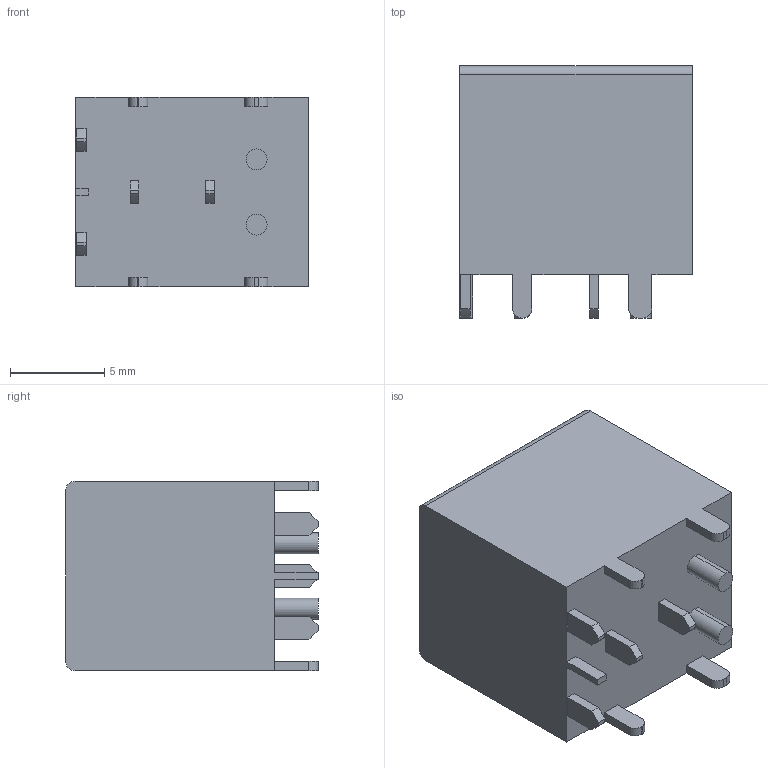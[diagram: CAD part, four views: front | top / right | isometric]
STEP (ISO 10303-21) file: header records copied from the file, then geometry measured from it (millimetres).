
FILE_DESCRIPTION (( 'STEP AP214' ), '1' );
FILE_NAME ('DELL_A831M.STEP', '2017-06-23T02:52:57', ( '' ), ( '' ), 'SwSTEP 2.0', 'SolidWorks 2016', '' );
FILE_SCHEMA (( 'AUTOMOTIVE_DESIGN' ));
Length unit declared in the file: millimetre
Products named in the file (2): DELL_A831M
Bounding box: 12.34 x 13.4 x 10.05 mm (x, y, z)
Volume: 1258 mm3; surface area: 1029.8 mm2
Topology: 1 solids, 1 shells, 79 faces, 204 edges, 136 vertices
Faces by surface type: plane 51, cylinder 20, bspline 8
Entity records: 3405 total; most frequent: CARTESIAN_POINT 925, ORIENTED_EDGE 408, DIRECTION 358, EDGE_CURVE 204, VERTEX_POINT 136, LINE 132, VECTOR 132, AXIS2_PLACEMENT_3D 113
